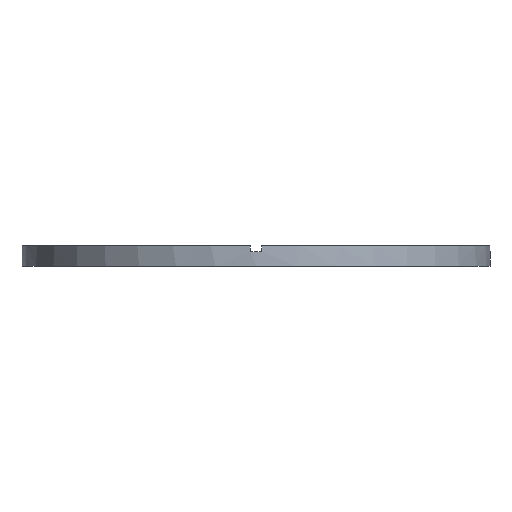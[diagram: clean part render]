
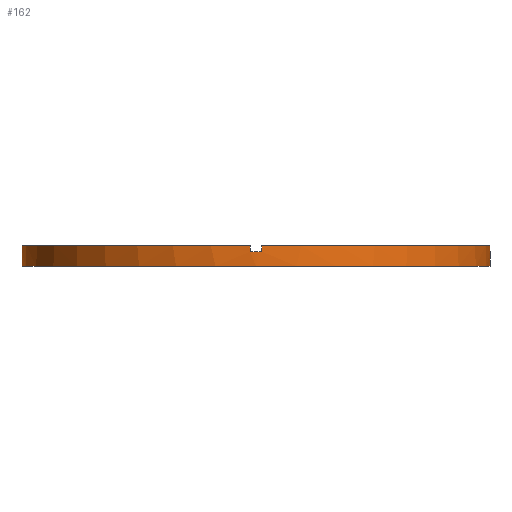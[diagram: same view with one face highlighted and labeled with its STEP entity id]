
A CAD part, front view. The second image highlights one B-rep face of the part: STEP entity #162.
In plain terms, the highlighted cylindrical face has radius 39.5 mm (diameter 79 mm), a partial arc.
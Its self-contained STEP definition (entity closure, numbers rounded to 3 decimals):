
#11 = VERTEX_POINT ( 'NONE', #34 ) ;
#12 = CARTESIAN_POINT ( 'NONE',  ( 39.5, 0., 0. ) ) ;
#14 = ORIENTED_EDGE ( 'NONE', *, *, #540, .T. ) ;
#17 = ORIENTED_EDGE ( 'NONE', *, *, #760, .F. ) ;
#20 = AXIS2_PLACEMENT_3D ( 'NONE', #568, #647, #297 ) ;
#34 = CARTESIAN_POINT ( 'NONE',  ( 39.5, 0., 2.5 ) ) ;
#37 = CARTESIAN_POINT ( 'NONE',  ( -39.5, 0., 0. ) ) ;
#43 = AXIS2_PLACEMENT_3D ( 'NONE', #469, #775, #360 ) ;
#48 = CARTESIAN_POINT ( 'NONE',  ( -39.487, -1., 3.5 ) ) ;
#56 = CIRCLE ( 'NONE', #246, 39.5 ) ;
#61 = CARTESIAN_POINT ( 'NONE',  ( -39.487, -1., 2.5 ) ) ;
#72 = CARTESIAN_POINT ( 'NONE',  ( -39.5, 0., 2.5 ) ) ;
#74 = VERTEX_POINT ( 'NONE', #305 ) ;
#82 = VERTEX_POINT ( 'NONE', #37 ) ;
#87 = VERTEX_POINT ( 'NONE', #235 ) ;
#93 = CARTESIAN_POINT ( 'NONE',  ( 0., 0., 2.5 ) ) ;
#102 = EDGE_LOOP ( 'NONE', ( #17, #257, #757, #397, #14, #600, #637, #262, #386, #772, #593, #657 ) ) ;
#139 = EDGE_CURVE ( 'NONE', #377, #236, #168, .T. ) ;
#161 = VECTOR ( 'NONE', #613, 1000. ) ;
#162 = ADVANCED_FACE ( 'NONE', ( #165 ), #421, .T. ) ;
#165 = FACE_OUTER_BOUND ( 'NONE', #102, .T. ) ;
#168 = LINE ( 'NONE', #738, #161 ) ;
#170 = CARTESIAN_POINT ( 'NONE',  ( 39.487, -1., 3.5 ) ) ;
#178 = CARTESIAN_POINT ( 'NONE',  ( -39.487, -1., 3.5 ) ) ;
#185 = EDGE_CURVE ( 'NONE', #671, #250, #296, .T. ) ;
#205 = VECTOR ( 'NONE', #243, 1000. ) ;
#211 = VECTOR ( 'NONE', #626, 1000. ) ;
#216 = VECTOR ( 'NONE', #288, 1000. ) ;
#220 = AXIS2_PLACEMENT_3D ( 'NONE', #595, #248, #732 ) ;
#221 = VECTOR ( 'NONE', #232, 1000. ) ;
#232 = DIRECTION ( 'NONE',  ( 0., 0., 1. ) ) ;
#235 = CARTESIAN_POINT ( 'NONE',  ( 1., -39.487, 2.5 ) ) ;
#236 = VERTEX_POINT ( 'NONE', #170 ) ;
#243 = DIRECTION ( 'NONE',  ( 0., 0., -1. ) ) ;
#246 = AXIS2_PLACEMENT_3D ( 'NONE', #271, #328, #701 ) ;
#248 = DIRECTION ( 'NONE',  ( 0., 0., 1. ) ) ;
#250 = VERTEX_POINT ( 'NONE', #61 ) ;
#251 = VERTEX_POINT ( 'NONE', #493 ) ;
#257 = ORIENTED_EDGE ( 'NONE', *, *, #299, .F. ) ;
#262 = ORIENTED_EDGE ( 'NONE', *, *, #404, .F. ) ;
#271 = CARTESIAN_POINT ( 'NONE',  ( 0., 0., 2.5 ) ) ;
#288 = DIRECTION ( 'NONE',  ( 0., 0., -1. ) ) ;
#296 = LINE ( 'NONE', #48, #304 ) ;
#297 = DIRECTION ( 'NONE',  ( 1., 0., 0. ) ) ;
#299 = EDGE_CURVE ( 'NONE', #377, #11, #319, .T. ) ;
#304 = VECTOR ( 'NONE', #535, 1000. ) ;
#305 = CARTESIAN_POINT ( 'NONE',  ( 1., -39.487, 3.5 ) ) ;
#317 = EDGE_CURVE ( 'NONE', #604, #250, #56, .T. ) ;
#319 = CIRCLE ( 'NONE', #436, 39.5 ) ;
#328 = DIRECTION ( 'NONE',  ( 0., 0., 1. ) ) ;
#335 = EDGE_CURVE ( 'NONE', #74, #236, #579, .T. ) ;
#339 = CIRCLE ( 'NONE', #20, 39.5 ) ;
#360 = DIRECTION ( 'NONE',  ( -1., 0., 0. ) ) ;
#377 = VERTEX_POINT ( 'NONE', #515 ) ;
#386 = ORIENTED_EDGE ( 'NONE', *, *, #185, .T. ) ;
#387 = DIRECTION ( 'NONE',  ( 1., 0., 0. ) ) ;
#390 = EDGE_CURVE ( 'NONE', #82, #645, #339, .T. ) ;
#397 = ORIENTED_EDGE ( 'NONE', *, *, #335, .F. ) ;
#404 = EDGE_CURVE ( 'NONE', #671, #251, #599, .T. ) ;
#421 = CYLINDRICAL_SURFACE ( 'NONE', #43, 39.5 ) ;
#430 = DIRECTION ( 'NONE',  ( 0., 0., 1. ) ) ;
#436 = AXIS2_PLACEMENT_3D ( 'NONE', #93, #430, #777 ) ;
#451 = LINE ( 'NONE', #659, #216 ) ;
#455 = LINE ( 'NONE', #558, #211 ) ;
#467 = CIRCLE ( 'NONE', #755, 39.5 ) ;
#469 = CARTESIAN_POINT ( 'NONE',  ( 0., 0., 3.5 ) ) ;
#474 = CARTESIAN_POINT ( 'NONE',  ( 0., 0., 3.5 ) ) ;
#493 = CARTESIAN_POINT ( 'NONE',  ( -1., -39.487, 3.5 ) ) ;
#506 = EDGE_CURVE ( 'NONE', #640, #251, #743, .T. ) ;
#515 = CARTESIAN_POINT ( 'NONE',  ( 39.487, -1., 2.5 ) ) ;
#535 = DIRECTION ( 'NONE',  ( 0., 0., -1. ) ) ;
#537 = DIRECTION ( 'NONE',  ( 0., 0., 1. ) ) ;
#540 = EDGE_CURVE ( 'NONE', #74, #87, #451, .T. ) ;
#558 = CARTESIAN_POINT ( 'NONE',  ( -39.5, 0., 3.5 ) ) ;
#563 = EDGE_CURVE ( 'NONE', #640, #87, #467, .T. ) ;
#568 = CARTESIAN_POINT ( 'NONE',  ( 0., 0., 0. ) ) ;
#579 = CIRCLE ( 'NONE', #722, 39.5 ) ;
#586 = CARTESIAN_POINT ( 'NONE',  ( 0., 0., 2.5 ) ) ;
#589 = DIRECTION ( 'NONE',  ( 0., 0., 1. ) ) ;
#593 = ORIENTED_EDGE ( 'NONE', *, *, #642, .T. ) ;
#595 = CARTESIAN_POINT ( 'NONE',  ( 0., 0., 3.5 ) ) ;
#599 = CIRCLE ( 'NONE', #220, 39.5 ) ;
#600 = ORIENTED_EDGE ( 'NONE', *, *, #563, .F. ) ;
#604 = VERTEX_POINT ( 'NONE', #72 ) ;
#613 = DIRECTION ( 'NONE',  ( 0., 0., 1. ) ) ;
#626 = DIRECTION ( 'NONE',  ( 0., 0., -1. ) ) ;
#635 = CARTESIAN_POINT ( 'NONE',  ( -1., -39.487, 2.5 ) ) ;
#637 = ORIENTED_EDGE ( 'NONE', *, *, #506, .T. ) ;
#640 = VERTEX_POINT ( 'NONE', #635 ) ;
#642 = EDGE_CURVE ( 'NONE', #604, #82, #455, .T. ) ;
#645 = VERTEX_POINT ( 'NONE', #12 ) ;
#647 = DIRECTION ( 'NONE',  ( 0., 0., 1. ) ) ;
#657 = ORIENTED_EDGE ( 'NONE', *, *, #390, .T. ) ;
#659 = CARTESIAN_POINT ( 'NONE',  ( 1., -39.487, 3.5 ) ) ;
#667 = CARTESIAN_POINT ( 'NONE',  ( 39.5, 0., 3.5 ) ) ;
#668 = DIRECTION ( 'NONE',  ( 1., 0., 0. ) ) ;
#671 = VERTEX_POINT ( 'NONE', #178 ) ;
#683 = CARTESIAN_POINT ( 'NONE',  ( -1., -39.487, 3.5 ) ) ;
#701 = DIRECTION ( 'NONE',  ( 1., 0., 0. ) ) ;
#722 = AXIS2_PLACEMENT_3D ( 'NONE', #474, #589, #668 ) ;
#724 = LINE ( 'NONE', #667, #205 ) ;
#732 = DIRECTION ( 'NONE',  ( 1., 0., 0. ) ) ;
#738 = CARTESIAN_POINT ( 'NONE',  ( 39.487, -1., 3.5 ) ) ;
#743 = LINE ( 'NONE', #683, #221 ) ;
#755 = AXIS2_PLACEMENT_3D ( 'NONE', #586, #537, #387 ) ;
#757 = ORIENTED_EDGE ( 'NONE', *, *, #139, .T. ) ;
#760 = EDGE_CURVE ( 'NONE', #11, #645, #724, .T. ) ;
#772 = ORIENTED_EDGE ( 'NONE', *, *, #317, .F. ) ;
#775 = DIRECTION ( 'NONE',  ( 0., 0., -1. ) ) ;
#777 = DIRECTION ( 'NONE',  ( 1., 0., 0. ) ) ;
